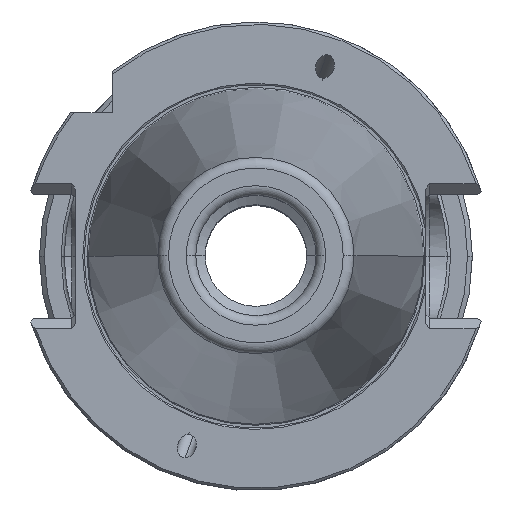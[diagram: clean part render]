
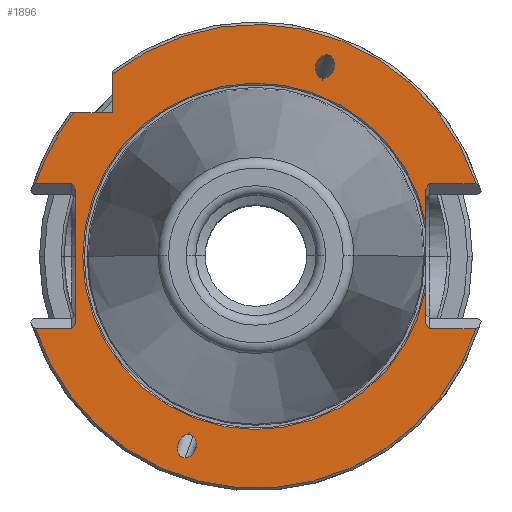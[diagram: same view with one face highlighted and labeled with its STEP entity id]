
A CAD part, top view. The second image highlights one B-rep face of the part: STEP entity #1896.
In plain terms, the highlighted planar face has unit normal (0, 0, 1).
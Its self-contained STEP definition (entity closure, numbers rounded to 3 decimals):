
#1342=EDGE_CURVE('NONE',#2696,#3524,#3931,.F.);
#1458=EDGE_CURVE('NONE',#3248,#2986,#4058,.T.);
#1594=VERTEX_POINT('NONE',#4211);
#1762=EDGE_CURVE('NONE',#2406,#3156,#4391,.F.);
#1782=EDGE_CURVE('NONE',#3592,#2038,#4414,.F.);
#1896=ADVANCED_FACE('NONE',(#4542,#4543,#4544),#4545,.F.);
#1904=EDGE_CURVE('NONE',#2986,#2946,#4553,.F.);
#1930=EDGE_CURVE('NONE',#2398,#2090,#4580,.T.);
#1974=VERTEX_POINT('NONE',#4631);
#2010=VERTEX_POINT('NONE',#4673);
#2038=VERTEX_POINT('NONE',#4704);
#2058=EDGE_CURVE('NONE',#2010,#1594,#4725,.T.);
#2090=VERTEX_POINT('NONE',#4764);
#2120=EDGE_CURVE('NONE',#2878,#2282,#4796,.T.);
#2222=EDGE_CURVE('NONE',#3248,#2270,#4910,.F.);
#2270=VERTEX_POINT('NONE',#4961);
#2282=VERTEX_POINT('NONE',#4973);
#2328=EDGE_CURVE('NONE',#2696,#2398,#5026,.T.);
#2398=VERTEX_POINT('NONE',#5109);
#2406=VERTEX_POINT('NONE',#5118);
#2422=EDGE_CURVE('NONE',#2406,#2674,#5137,.T.);
#2474=EDGE_CURVE('NONE',#3374,#3156,#5192,.T.);
#2482=EDGE_CURVE('NONE',#2270,#2942,#5201,.T.);
#2632=EDGE_CURVE('NONE',#1594,#2010,#5378,.F.);
#2674=VERTEX_POINT('NONE',#5420);
#2696=VERTEX_POINT('NONE',#5443);
#2698=EDGE_CURVE('NONE',#2948,#3524,#5445,.T.);
#2878=VERTEX_POINT('NONE',#5638);
#2908=EDGE_CURVE('NONE',#2282,#2878,#5672,.F.);
#2932=EDGE_CURVE('NONE',#2946,#3420,#5696,.T.);
#2938=EDGE_CURVE('NONE',#3374,#1974,#5702,.F.);
#2942=VERTEX_POINT('NONE',#5706);
#2946=VERTEX_POINT('NONE',#5712);
#2948=VERTEX_POINT('NONE',#5714);
#2986=VERTEX_POINT('NONE',#5757);
#3156=VERTEX_POINT('NONE',#5937);
#3248=VERTEX_POINT('NONE',#6037);
#3374=VERTEX_POINT('NONE',#6182);
#3420=VERTEX_POINT('NONE',#6235);
#3430=EDGE_CURVE('NONE',#2948,#2674,#6246,.F.);
#3524=VERTEX_POINT('NONE',#6348);
#3592=VERTEX_POINT('NONE',#6423);
#3616=EDGE_CURVE('NONE',#1974,#3592,#6448,.T.);
#3652=EDGE_CURVE('NONE',#2038,#2942,#6492,.T.);
#3686=EDGE_CURVE('NONE',#3420,#2090,#6528,.F.);
#3931=CIRCLE('',#6797,48.225);
#4058=LINE('',#7191,#7192);
#4211=CARTESIAN_POINT('',(14.702,41.887,-1.5));
#4391=LINE('',#7990,#7991);
#4414=LINE('',#8022,#8023);
#4542=FACE_OUTER_BOUND('',#8431,.T.);
#4543=FACE_BOUND('',#8432,.T.);
#4544=FACE_BOUND('',#8433,.T.);
#4545=PLANE('',#8434);
#4553=LINE('',#8455,#8456);
#4580=LINE('',#8563,#8564);
#4631=CARTESIAN_POINT('',(45.816,-15.05,-1.5));
#4673=CARTESIAN_POINT('',(14.027,37.047,-1.5));
#4704=CARTESIAN_POINT('',(35.3,-13.989,-1.5));
#4725=ELLIPSE('',#8898,2.48,1.9);
#4764=CARTESIAN_POINT('',(-29.85,37.876,-1.5));
#4796=ELLIPSE('',#9107,2.48,1.9);
#4910=CIRCLE('',#9341,36.0);
#4961=CARTESIAN_POINT('',(-36.0,0.,-1.5));
#4973=CARTESIAN_POINT('',(-14.702,-41.887,-1.5));
#5026=LINE('',#9613,#9614);
#5109=CARTESIAN_POINT('',(-29.85,29.85,-1.5));
#5118=CARTESIAN_POINT('',(-37.5,-13.989,-1.5));
#5137=LINE('',#9765,#9766);
#5192=LINE('',#9849,#9850);
#5201=CIRCLE('',#9950,36.0);
#5378=ELLIPSE('',#10245,2.48,1.9);
#5420=CARTESIAN_POINT('',(-37.5,13.989,-1.5));
#5443=CARTESIAN_POINT('',(-37.876,29.85,-1.5));
#5445=LINE('',#10489,#10490);
#5638=CARTESIAN_POINT('',(-14.027,-37.047,-1.5));
#5672=ELLIPSE('',#10930,2.48,1.9);
#5696=LINE('',#10989,#10990);
#5702=CIRCLE('',#11016,48.225);
#5706=CARTESIAN_POINT('',(35.3,-7.065,-1.5));
#5712=CARTESIAN_POINT('',(36.05,15.05,-1.5));
#5714=CARTESIAN_POINT('',(-38.25,15.05,-1.5));
#5757=CARTESIAN_POINT('',(35.3,13.989,-1.5));
#5937=CARTESIAN_POINT('',(-38.25,-15.05,-1.5));
#6037=CARTESIAN_POINT('',(35.3,7.065,-1.5));
#6182=CARTESIAN_POINT('',(-45.816,-15.05,-1.5));
#6235=CARTESIAN_POINT('',(45.816,15.05,-1.5));
#6246=LINE('',#12380,#12381);
#6348=CARTESIAN_POINT('',(-45.816,15.05,-1.5));
#6423=CARTESIAN_POINT('',(36.05,-15.05,-1.5));
#6448=LINE('',#12759,#12760);
#6492=LINE('',#12838,#12839);
#6528=CIRCLE('',#12907,48.225);
#6797=AXIS2_PLACEMENT_3D('',#13494,#13495,#13496);
#7191=CARTESIAN_POINT('',(35.3,-17.572,-1.5));
#7192=VECTOR('',#13633,1.0);
#7990=CARTESIAN_POINT('',(-32.484,-6.895,-1.5));
#7991=VECTOR('',#14001,1.0);
#8022=CARTESIAN_POINT('',(34.259,-12.518,-1.5));
#8023=VECTOR('',#14031,1.0);
#8431=EDGE_LOOP('',(#14191,#14192,#14193,#14194,#14195,#14196,#14197,#14198,#14199,#14200,#14201,#14202,#14203,#14204,#14205,#14206,#14207,#14208));
#8432=EDGE_LOOP('',(#14209,#14210));
#8433=EDGE_LOOP('',(#14211,#14212));
#8434=AXIS2_PLACEMENT_3D('',#14213,#14214,#14215);
#8455=CARTESIAN_POINT('',(17.692,-10.912,-1.5));
#8456=VECTOR('',#14222,1.0);
#8563=CARTESIAN_POINT('',(-29.85,-2.647,-1.5));
#8564=VECTOR('',#14244,1.0);
#8898=AXIS2_PLACEMENT_3D('',#14382,#14383,#14384);
#9107=AXIS2_PLACEMENT_3D('',#14490,#14491,#14492);
#9341=AXIS2_PLACEMENT_3D('',#14632,#14633,#14634);
#9613=CARTESIAN_POINT('',(-24.925,29.85,-1.5));
#9614=VECTOR('',#14769,1.0);
#9765=CARTESIAN_POINT('',(-37.5,-17.572,-1.5));
#9766=VECTOR('',#14930,1.0);
#9849=CARTESIAN_POINT('',(-31.95,-15.05,-1.5));
#9850=VECTOR('',#14982,1.0);
#9950=AXIS2_PLACEMENT_3D('',#14992,#14993,#14994);
#10245=AXIS2_PLACEMENT_3D('',#15251,#15252,#15253);
#10489=CARTESIAN_POINT('',(-31.95,15.05,-1.5));
#10490=VECTOR('',#15277,1.0);
#10930=AXIS2_PLACEMENT_3D('',#15522,#15523,#15524);
#10989=CARTESIAN_POINT('',(31.25,15.05,-1.5));
#10990=VECTOR('',#15537,1.0);
#11016=AXIS2_PLACEMENT_3D('',#15541,#15542,#15543);
#12380=CARTESIAN_POINT('',(-15.917,-16.534,-1.5));
#12381=VECTOR('',#16116,1.0);
#12759=CARTESIAN_POINT('',(31.25,-15.05,-1.5));
#12760=VECTOR('',#16345,1.0);
#12838=CARTESIAN_POINT('',(35.3,-17.572,-1.5));
#12839=VECTOR('',#16416,1.0);
#12907=AXIS2_PLACEMENT_3D('',#16452,#16453,#16454);
#13494=CARTESIAN_POINT('',(0.0,0.0,-1.5));
#13495=DIRECTION('',(0.0,0.0,-1.0));
#13496=DIRECTION('',(1.0,0.,0.0));
#13633=DIRECTION('',(0.,1.0,0.0));
#14001=DIRECTION('',(0.577,0.816,0.0));
#14031=DIRECTION('',(0.577,-0.816,-0.0));
#14191=ORIENTED_EDGE('',*,*,#2474,.F.);
#14192=ORIENTED_EDGE('',*,*,#2938,.T.);
#14193=ORIENTED_EDGE('',*,*,#3616,.T.);
#14194=ORIENTED_EDGE('',*,*,#1782,.T.);
#14195=ORIENTED_EDGE('',*,*,#3652,.T.);
#14196=ORIENTED_EDGE('',*,*,#2482,.F.);
#14197=ORIENTED_EDGE('',*,*,#2222,.F.);
#14198=ORIENTED_EDGE('',*,*,#1458,.T.);
#14199=ORIENTED_EDGE('',*,*,#1904,.T.);
#14200=ORIENTED_EDGE('',*,*,#2932,.T.);
#14201=ORIENTED_EDGE('',*,*,#3686,.T.);
#14202=ORIENTED_EDGE('',*,*,#1930,.F.);
#14203=ORIENTED_EDGE('',*,*,#2328,.F.);
#14204=ORIENTED_EDGE('',*,*,#1342,.T.);
#14205=ORIENTED_EDGE('',*,*,#2698,.F.);
#14206=ORIENTED_EDGE('',*,*,#3430,.T.);
#14207=ORIENTED_EDGE('',*,*,#2422,.F.);
#14208=ORIENTED_EDGE('',*,*,#1762,.T.);
#14209=ORIENTED_EDGE('',*,*,#2908,.T.);
#14210=ORIENTED_EDGE('',*,*,#2120,.T.);
#14211=ORIENTED_EDGE('',*,*,#2632,.T.);
#14212=ORIENTED_EDGE('',*,*,#2058,.T.);
#14213=CARTESIAN_POINT('',(0.,-35.144,-1.5));
#14214=DIRECTION('',(-0.0,0.0,-1.0));
#14215=DIRECTION('',(0.,-1.0,0.0));
#14222=DIRECTION('',(-0.577,-0.816,0.0));
#14244=DIRECTION('',(0.,1.0,0.0));
#14382=CARTESIAN_POINT('',(14.365,39.467,-1.5));
#14383=DIRECTION('',(0.0,0.0,-1.0));
#14384=DIRECTION('',(0.342,0.94,0.0));
#14490=CARTESIAN_POINT('',(-14.365,-39.467,-1.5));
#14491=DIRECTION('',(-0.0,0.0,-1.0));
#14492=DIRECTION('',(-0.342,-0.94,0.0));
#14632=CARTESIAN_POINT('',(0.0,0.0,-1.5));
#14633=DIRECTION('',(0.0,0.0,-1.0));
#14634=DIRECTION('',(-1.0,0.,0.0));
#14769=DIRECTION('',(1.0,0.,0.0));
#14930=DIRECTION('',(0.,1.0,0.0));
#14982=DIRECTION('',(1.0,0.,-0.0));
#14992=CARTESIAN_POINT('',(0.0,0.0,-1.5));
#14993=DIRECTION('',(0.0,0.0,1.0));
#14994=DIRECTION('',(-1.0,0.,0.0));
#15251=CARTESIAN_POINT('',(14.365,39.467,-1.5));
#15252=DIRECTION('',(0.0,-0.0,1.0));
#15253=DIRECTION('',(0.342,0.94,0.0));
#15277=DIRECTION('',(-1.0,0.,0.0));
#15522=CARTESIAN_POINT('',(-14.365,-39.467,-1.5));
#15523=DIRECTION('',(0.0,0.0,1.0));
#15524=DIRECTION('',(-0.342,-0.94,0.0));
#15537=DIRECTION('',(1.0,0.,-0.0));
#15541=CARTESIAN_POINT('',(0.0,0.0,-1.5));
#15542=DIRECTION('',(0.0,0.0,-1.0));
#15543=DIRECTION('',(1.0,0.,0.0));
#16116=DIRECTION('',(-0.577,0.816,0.0));
#16345=DIRECTION('',(-1.0,0.,0.0));
#16416=DIRECTION('',(0.,1.0,0.0));
#16452=CARTESIAN_POINT('',(0.0,0.0,-1.5));
#16453=DIRECTION('',(0.0,0.0,-1.0));
#16454=DIRECTION('',(1.0,0.,0.0));
